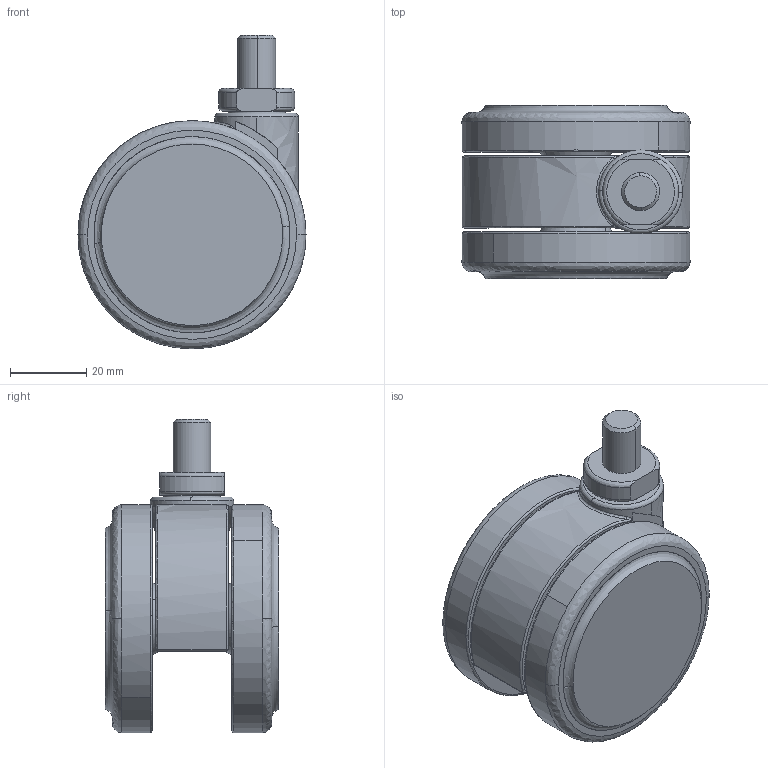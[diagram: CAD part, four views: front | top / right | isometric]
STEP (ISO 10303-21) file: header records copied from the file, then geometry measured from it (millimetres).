
FILE_DESCRIPTION((''),'2;1');
FILE_NAME('','2009-09-16T09:48:54',(''),(''),'','CADfix','');
FILE_SCHEMA(('AUTOMOTIVE_DESIGN { 1 0 10303 214 1 1 1 1 }'));
Length unit declared in the file: millimetre
Bounding box: 60 x 45.6 x 82.5 mm (x, y, z)
Volume: 86304.9 mm3; surface area: 27446.7 mm2
Topology: 4 solids, 4 shells, 150 faces, 429 edges, 296 vertices
Faces by surface type: bspline 150
Entity records: 7369 total; most frequent: CARTESIAN_POINT 5014, ORIENTED_EDGE 858, EDGE_CURVE 429, VERTEX_POINT 296, EDGE_LOOP 161, FACE_OUTER_BOUND 150, ADVANCED_FACE 150, QUASI_UNIFORM_CURVE 114
